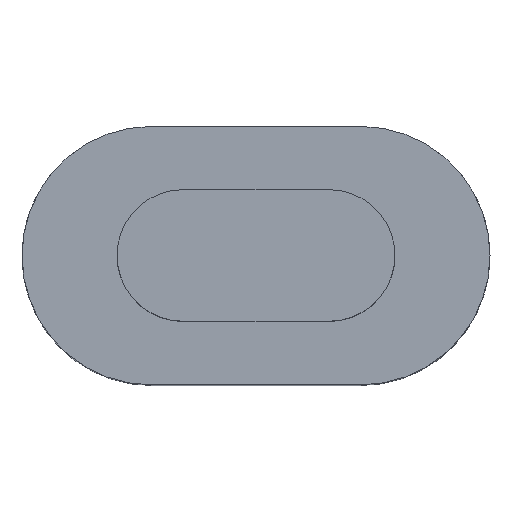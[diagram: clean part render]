
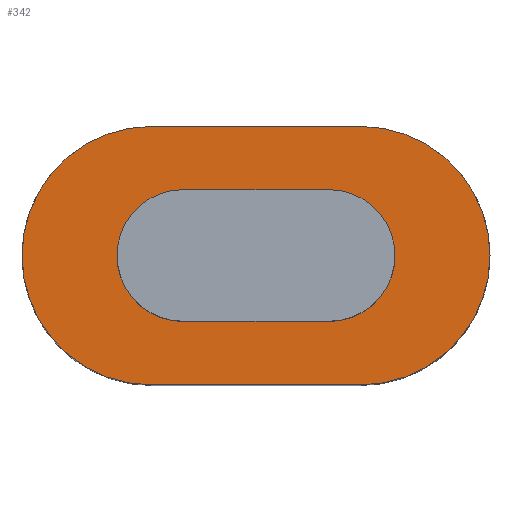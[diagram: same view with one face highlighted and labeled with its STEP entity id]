
A CAD part, top view. The second image highlights one B-rep face of the part: STEP entity #342.
In plain terms, the highlighted planar face has unit normal (0, 0, 1).
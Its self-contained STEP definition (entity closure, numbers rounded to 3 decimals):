
#33 = VERTEX_POINT('',#34);
#34 = CARTESIAN_POINT('',(-2.15,2.65,8.25));
#40 = EDGE_CURVE('',#33,#41,#43,.T.);
#41 = VERTEX_POINT('',#42);
#42 = CARTESIAN_POINT('',(-2.15,-2.65,8.25));
#43 = CIRCLE('',#44,2.65);
#44 = AXIS2_PLACEMENT_3D('',#45,#46,#47);
#45 = CARTESIAN_POINT('',(-2.15,0.,8.25));
#46 = DIRECTION('',(0.,0.,1.));
#47 = DIRECTION('',(1.,0.,0.));
#323 = EDGE_CURVE('',#41,#324,#326,.T.);
#324 = VERTEX_POINT('',#325);
#325 = CARTESIAN_POINT('',(2.15,-2.65,8.25));
#326 = LINE('',#327,#328);
#327 = CARTESIAN_POINT('',(-2.15,-2.65,8.25));
#328 = VECTOR('',#329,1.);
#329 = DIRECTION('',(1.,0.,0.));
#342 = ADVANCED_FACE('',(#343,#362),#398,.T.);
#343 = FACE_BOUND('',#344,.T.);
#344 = EDGE_LOOP('',(#345,#346,#347,#356));
#345 = ORIENTED_EDGE('',*,*,#40,.T.);
#346 = ORIENTED_EDGE('',*,*,#323,.T.);
#347 = ORIENTED_EDGE('',*,*,#348,.T.);
#348 = EDGE_CURVE('',#324,#349,#351,.T.);
#349 = VERTEX_POINT('',#350);
#350 = CARTESIAN_POINT('',(2.15,2.65,8.25));
#351 = CIRCLE('',#352,2.65);
#352 = AXIS2_PLACEMENT_3D('',#353,#354,#355);
#353 = CARTESIAN_POINT('',(2.15,0.,8.25));
#354 = DIRECTION('',(0.,0.,1.));
#355 = DIRECTION('',(1.,0.,0.));
#356 = ORIENTED_EDGE('',*,*,#357,.F.);
#357 = EDGE_CURVE('',#33,#349,#358,.T.);
#358 = LINE('',#359,#360);
#359 = CARTESIAN_POINT('',(-2.15,2.65,8.25));
#360 = VECTOR('',#361,1.);
#361 = DIRECTION('',(1.,0.,0.));
#362 = FACE_BOUND('',#363,.T.);
#363 = EDGE_LOOP('',(#364,#375,#383,#392));
#364 = ORIENTED_EDGE('',*,*,#365,.F.);
#365 = EDGE_CURVE('',#366,#368,#370,.T.);
#366 = VERTEX_POINT('',#367);
#367 = CARTESIAN_POINT('',(-1.5,1.35,8.25));
#368 = VERTEX_POINT('',#369);
#369 = CARTESIAN_POINT('',(-1.5,-1.35,8.25));
#370 = CIRCLE('',#371,1.35);
#371 = AXIS2_PLACEMENT_3D('',#372,#373,#374);
#372 = CARTESIAN_POINT('',(-1.5,0.,8.25));
#373 = DIRECTION('',(0.,0.,1.));
#374 = DIRECTION('',(1.,0.,0.));
#375 = ORIENTED_EDGE('',*,*,#376,.F.);
#376 = EDGE_CURVE('',#377,#366,#379,.T.);
#377 = VERTEX_POINT('',#378);
#378 = CARTESIAN_POINT('',(1.5,1.35,8.25));
#379 = LINE('',#380,#381);
#380 = CARTESIAN_POINT('',(1.5,1.35,8.25));
#381 = VECTOR('',#382,1.);
#382 = DIRECTION('',(-1.,0.,0.));
#383 = ORIENTED_EDGE('',*,*,#384,.F.);
#384 = EDGE_CURVE('',#385,#377,#387,.T.);
#385 = VERTEX_POINT('',#386);
#386 = CARTESIAN_POINT('',(1.5,-1.35,8.25));
#387 = CIRCLE('',#388,1.35);
#388 = AXIS2_PLACEMENT_3D('',#389,#390,#391);
#389 = CARTESIAN_POINT('',(1.5,0.,8.25));
#390 = DIRECTION('',(0.,0.,1.));
#391 = DIRECTION('',(1.,0.,0.));
#392 = ORIENTED_EDGE('',*,*,#393,.F.);
#393 = EDGE_CURVE('',#368,#385,#394,.T.);
#394 = LINE('',#395,#396);
#395 = CARTESIAN_POINT('',(-1.5,-1.35,8.25));
#396 = VECTOR('',#397,1.);
#397 = DIRECTION('',(1.,0.,0.));
#398 = PLANE('',#399);
#399 = AXIS2_PLACEMENT_3D('',#400,#401,#402);
#400 = CARTESIAN_POINT('',(0.,0.,8.25));
#401 = DIRECTION('',(0.,0.,1.));
#402 = DIRECTION('',(1.,0.,0.));
